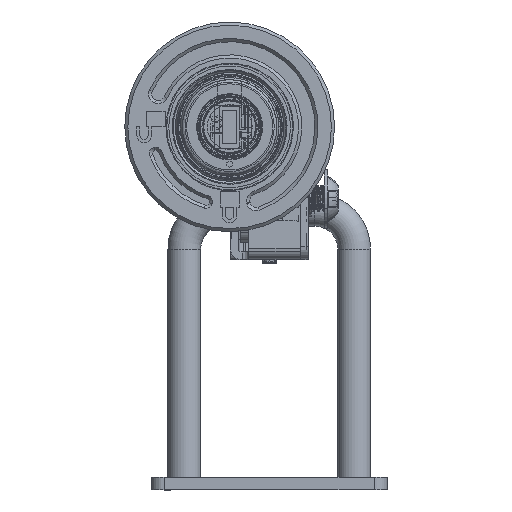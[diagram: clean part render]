
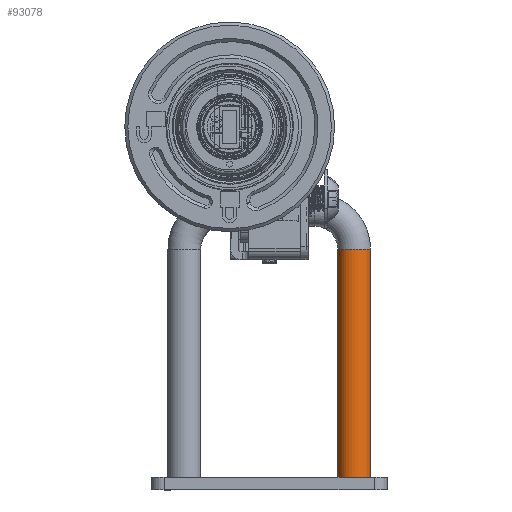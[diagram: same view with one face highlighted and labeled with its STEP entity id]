
A CAD part, left-side view. The second image highlights one B-rep face of the part: STEP entity #93078.
In plain terms, the highlighted cylindrical face has radius 3.975 mm (diameter 7.95 mm), a full revolution.
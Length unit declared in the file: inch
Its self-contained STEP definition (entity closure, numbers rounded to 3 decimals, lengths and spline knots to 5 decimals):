
#11547=FACE_OUTER_BOUND('',#16897,.T.);
#16897=EDGE_LOOP('',(#82003,#82004,#82005,#82006));
#24373=LINE('',#202585,#31809);
#31809=VECTOR('',#122442,0.1565);
#34840=CIRCLE('',#100513,0.1565);
#34841=CIRCLE('',#100515,0.1565);
#43328=VERTEX_POINT('',#202580);
#43329=VERTEX_POINT('',#202584);
#56238=EDGE_CURVE('',#43328,#43328,#34840,.T.);
#56239=EDGE_CURVE('',#43328,#43329,#24373,.T.);
#56240=EDGE_CURVE('',#43329,#43329,#34841,.T.);
#82003=ORIENTED_EDGE('',*,*,#56238,.F.);
#82004=ORIENTED_EDGE('',*,*,#56239,.T.);
#82005=ORIENTED_EDGE('',*,*,#56240,.T.);
#82006=ORIENTED_EDGE('',*,*,#56239,.F.);
#83725=CYLINDRICAL_SURFACE('',#100514,0.1565);
#93078=ADVANCED_FACE('',(#11547),#83725,.T.);
#100513=AXIS2_PLACEMENT_3D('',#202582,#122438,#122439);
#100514=AXIS2_PLACEMENT_3D('',#202583,#122440,#122441);
#100515=AXIS2_PLACEMENT_3D('',#202586,#122443,#122444);
#122438=DIRECTION('center_axis',(0.,0.,
1.));
#122439=DIRECTION('ref_axis',(0.,1.,0.));
#122440=DIRECTION('center_axis',(0.,0.,
1.));
#122441=DIRECTION('ref_axis',(0.,-1.,0.));
#122442=DIRECTION('',(0.,0.,-1.));
#122443=DIRECTION('center_axis',(0.,0.,
1.));
#122444=DIRECTION('ref_axis',(0.,-1.,0.));
#202580=CARTESIAN_POINT('',(-22.29115,6.93417,-6.01933));
#202582=CARTESIAN_POINT('Origin',(-22.29115,6.77767,-6.01933));
#202583=CARTESIAN_POINT('Origin',(-22.29115,6.77767,-6.98432));
#202584=CARTESIAN_POINT('',(-22.29115,6.93417,-8.26619));
#202585=CARTESIAN_POINT('',(-22.29115,6.93417,-6.98432));
#202586=CARTESIAN_POINT('Origin',(-22.29115,6.77767,-8.26619));
